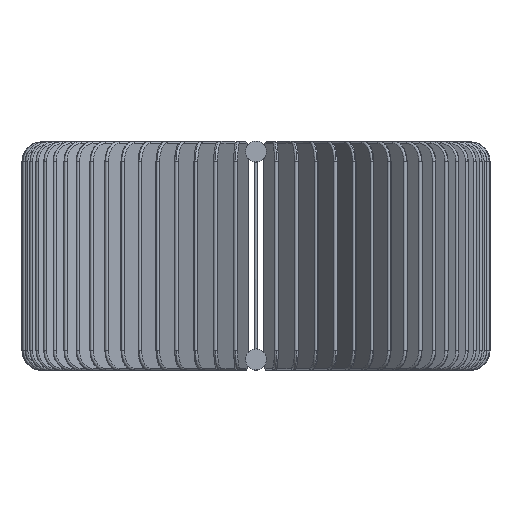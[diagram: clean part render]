
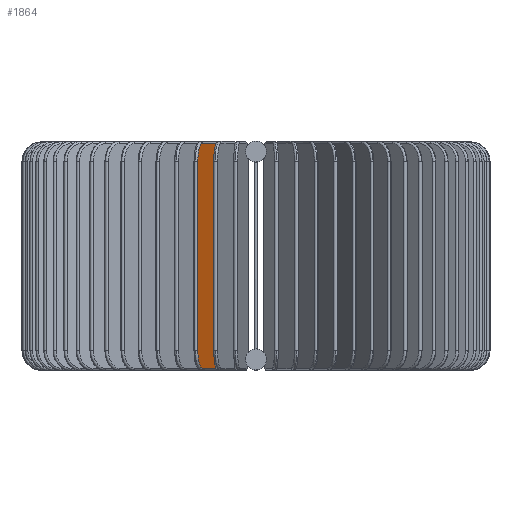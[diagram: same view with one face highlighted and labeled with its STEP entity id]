
A CAD part, top view. The second image highlights one B-rep face of the part: STEP entity #1864.
In plain terms, the highlighted planar face has unit normal (0.966, 0, 0.259).
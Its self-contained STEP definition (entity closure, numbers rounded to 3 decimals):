
#1864=ADVANCED_FACE('',(#3348),#3349,.T.);
#3348=FACE_OUTER_BOUND('',#5376,.T.);
#3349=PLANE('',#5377);
#5376=EDGE_LOOP('',(#10283,#10284,#10285,#10286,#10287,#10288,#10289,#10290));
#5377=AXIS2_PLACEMENT_3D('',#10291,#10292,#10293);
#10283=ORIENTED_EDGE('',*,*,#15910,.T.);
#10284=ORIENTED_EDGE('',*,*,#15935,.T.);
#10285=ORIENTED_EDGE('',*,*,#15936,.T.);
#10286=ORIENTED_EDGE('',*,*,#15937,.T.);
#10287=ORIENTED_EDGE('',*,*,#15918,.T.);
#10288=ORIENTED_EDGE('',*,*,#15938,.T.);
#10289=ORIENTED_EDGE('',*,*,#15925,.T.);
#10290=ORIENTED_EDGE('',*,*,#15933,.T.);
#10291=CARTESIAN_POINT('',(-3.799,0.0,14.668));
#10292=DIRECTION('',(0.966,0.0,0.259));
#10293=DIRECTION('',(0.0,-1.0,0.0));
#15910=EDGE_CURVE('',#19311,#19309,#19312,.T.);
#15918=EDGE_CURVE('',#19327,#19325,#19328,.T.);
#15925=EDGE_CURVE('',#19340,#19338,#19341,.T.);
#15933=EDGE_CURVE('',#19338,#19311,#19353,.T.);
#15935=EDGE_CURVE('',#19309,#19355,#19356,.T.);
#15936=EDGE_CURVE('',#19355,#19357,#19358,.T.);
#15937=EDGE_CURVE('',#19357,#19327,#19359,.T.);
#15938=EDGE_CURVE('',#19325,#19340,#19360,.T.);
#19309=VERTEX_POINT('',#23915);
#19311=VERTEX_POINT('',#23917);
#19312=CIRCLE('',#23918,1.143);
#19325=VERTEX_POINT('',#23931);
#19327=VERTEX_POINT('',#23933);
#19328=CIRCLE('',#23934,1.143);
#19338=VERTEX_POINT('',#23944);
#19340=VERTEX_POINT('',#23946);
#19341=CIRCLE('',#23947,1.143);
#19353=LINE('',#23963,#23964);
#19355=VERTEX_POINT('',#23966);
#19356=LINE('',#23967,#23968);
#19357=VERTEX_POINT('',#23969);
#19358=CIRCLE('',#23970,1.143);
#19359=LINE('',#23971,#23972);
#19360=LINE('',#23973,#23974);
#23915=CARTESIAN_POINT('',(-3.47,0.127,13.441));
#23917=CARTESIAN_POINT('',(-3.766,1.27,14.545));
#23918=AXIS2_PLACEMENT_3D('',#29672,#29673,#29674);
#23931=CARTESIAN_POINT('',(-2.024,14.681,8.043));
#23933=CARTESIAN_POINT('',(-1.728,13.538,6.939));
#23934=AXIS2_PLACEMENT_3D('',#29696,#29697,#29698);
#23944=CARTESIAN_POINT('',(-3.766,13.538,14.545));
#23946=CARTESIAN_POINT('',(-3.47,14.681,13.441));
#23947=AXIS2_PLACEMENT_3D('',#29717,#29718,#29719);
#23963=CARTESIAN_POINT('',(-3.766,13.538,14.545));
#23964=VECTOR('',#29733,12.268);
#23966=CARTESIAN_POINT('',(-2.024,0.127,8.043));
#23967=CARTESIAN_POINT('',(-3.47,0.127,13.441));
#23968=VECTOR('',#29737,5.588);
#23969=CARTESIAN_POINT('',(-1.728,1.27,6.939));
#23970=AXIS2_PLACEMENT_3D('',#29738,#29739,#29740);
#23971=CARTESIAN_POINT('',(-1.728,1.27,6.939));
#23972=VECTOR('',#29741,12.268);
#23973=CARTESIAN_POINT('',(-2.024,14.681,8.043));
#23974=VECTOR('',#29742,5.588);
#29672=CARTESIAN_POINT('',(-3.47,1.27,13.441));
#29673=DIRECTION('',(0.966,0.0,0.259));
#29674=DIRECTION('',(-0.259,0.0,0.966));
#29696=CARTESIAN_POINT('',(-2.024,13.538,8.043));
#29697=DIRECTION('',(0.966,0.0,0.259));
#29698=DIRECTION('',(0.259,0.0,-0.966));
#29717=CARTESIAN_POINT('',(-3.47,13.538,13.441));
#29718=DIRECTION('',(0.966,-0.0,0.259));
#29719=DIRECTION('',(0.0,1.0,0.0));
#29733=DIRECTION('',(0.0,-1.0,0.0));
#29737=DIRECTION('',(0.259,0.0,-0.966));
#29738=CARTESIAN_POINT('',(-2.024,1.27,8.043));
#29739=DIRECTION('',(0.966,0.0,0.259));
#29740=DIRECTION('',(0.0,-1.0,0.0));
#29741=DIRECTION('',(0.0,1.0,0.0));
#29742=DIRECTION('',(-0.259,0.0,0.966));
